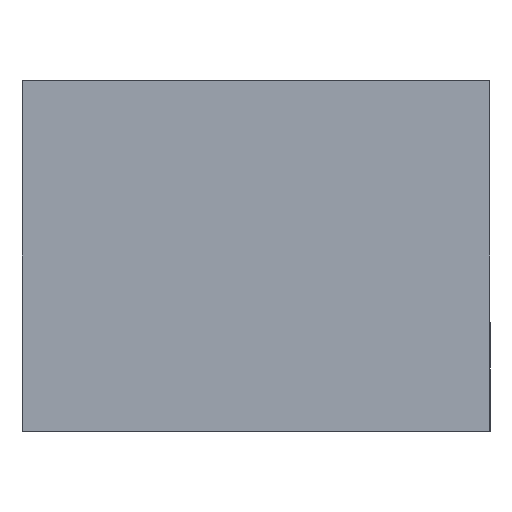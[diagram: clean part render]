
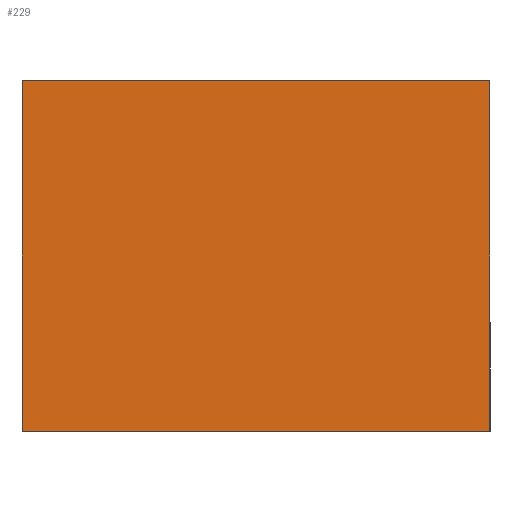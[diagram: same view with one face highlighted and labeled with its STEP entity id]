
A CAD part, left-side view. The second image highlights one B-rep face of the part: STEP entity #229.
In plain terms, the highlighted planar face has unit normal (-1, 0, 0).
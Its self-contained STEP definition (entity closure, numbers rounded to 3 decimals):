
#229=ADVANCED_FACE('',(#331),#332,.T.);
#331=FACE_OUTER_BOUND('',#569,.T.);
#332=PLANE('',#570);
#569=EDGE_LOOP('',(#737,#738,#739,#740));
#570=AXIS2_PLACEMENT_3D('',#741,#742,#743);
#737=ORIENTED_EDGE('',*,*,#1019,.F.);
#738=ORIENTED_EDGE('',*,*,#1020,.F.);
#739=ORIENTED_EDGE('',*,*,#1021,.T.);
#740=ORIENTED_EDGE('',*,*,#1016,.T.);
#741=CARTESIAN_POINT('',(-4.25,-0.8,1.2));
#742=DIRECTION('',(-1.0,0.,0.0));
#743=DIRECTION('',(0.,-1.0,0.0));
#1016=EDGE_CURVE('',#1237,#1234,#1238,.T.);
#1019=EDGE_CURVE('',#1242,#1234,#1243,.T.);
#1020=EDGE_CURVE('',#1244,#1242,#1245,.T.);
#1021=EDGE_CURVE('',#1244,#1237,#1246,.T.);
#1234=VERTEX_POINT('',#1394);
#1237=VERTEX_POINT('',#1398);
#1238=LINE('',#1399,#1400);
#1242=VERTEX_POINT('',#1406);
#1243=LINE('',#1407,#1408);
#1244=VERTEX_POINT('',#1409);
#1245=LINE('',#1410,#1411);
#1246=LINE('',#1412,#1413);
#1394=CARTESIAN_POINT('',(-4.25,0.8,0.));
#1398=CARTESIAN_POINT('',(-4.25,0.8,1.2));
#1399=CARTESIAN_POINT('',(-4.25,0.8,1.2));
#1400=VECTOR('',#1535,1.0);
#1406=CARTESIAN_POINT('',(-4.25,-0.8,0.));
#1407=CARTESIAN_POINT('',(-4.25,-0.8,0.));
#1408=VECTOR('',#1538,1.0);
#1409=CARTESIAN_POINT('',(-4.25,-0.8,1.2));
#1410=CARTESIAN_POINT('',(-4.25,-0.8,1.2));
#1411=VECTOR('',#1539,1.0);
#1412=CARTESIAN_POINT('',(-4.25,-0.8,1.2));
#1413=VECTOR('',#1540,1.0);
#1535=DIRECTION('',(0.0,-0.0,-1.0));
#1538=DIRECTION('',(0.,1.0,0.0));
#1539=DIRECTION('',(0.0,-0.0,-1.0));
#1540=DIRECTION('',(0.,1.0,0.0));
